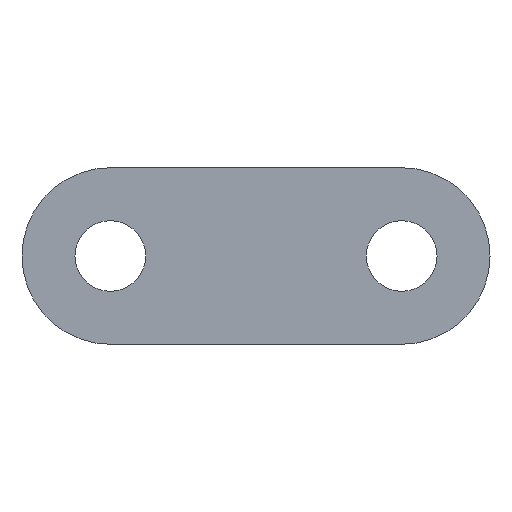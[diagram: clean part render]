
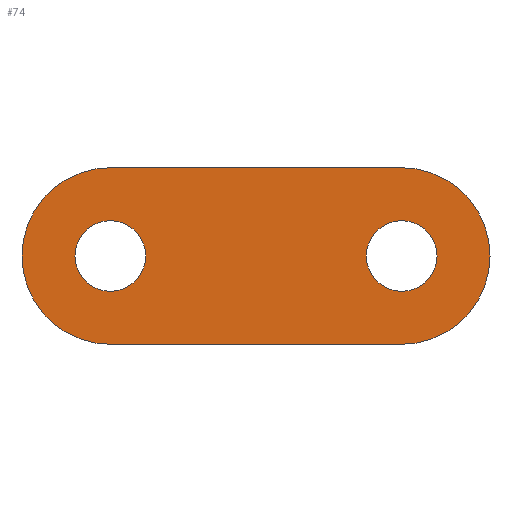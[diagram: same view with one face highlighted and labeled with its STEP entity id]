
A CAD part, front view. The second image highlights one B-rep face of the part: STEP entity #74.
In plain terms, the highlighted planar face has unit normal (0, -1, 0).
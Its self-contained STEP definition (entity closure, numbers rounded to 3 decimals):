
#1 = CARTESIAN_POINT ( 'NONE',  ( 16.5, 0., 2. ) ) ;
#8 = LINE ( 'NONE', #98, #102 ) ;
#12 = CARTESIAN_POINT ( 'NONE',  ( 0., 0., -2. ) ) ;
#22 = CARTESIAN_POINT ( 'NONE',  ( 16.5, 0., 5. ) ) ;
#25 = CIRCLE ( 'NONE', #64, 2. ) ;
#31 = DIRECTION ( 'NONE',  ( 0., 1., 0. ) ) ;
#32 = VERTEX_POINT ( 'NONE', #22 ) ;
#35 = DIRECTION ( 'NONE',  ( 0., 0., 1. ) ) ;
#37 = DIRECTION ( 'NONE',  ( -1., 0., 0. ) ) ;
#40 = VERTEX_POINT ( 'NONE', #175 ) ;
#45 = CIRCLE ( 'NONE', #82, 5. ) ;
#47 = LINE ( 'NONE', #191, #356 ) ;
#48 = VERTEX_POINT ( 'NONE', #230 ) ;
#53 = FACE_OUTER_BOUND ( 'NONE', #256, .T. ) ;
#56 = CARTESIAN_POINT ( 'NONE',  ( 0., 0., 0. ) ) ;
#57 = EDGE_CURVE ( 'NONE', #297, #40, #25, .T. ) ;
#64 = AXIS2_PLACEMENT_3D ( 'NONE', #56, #151, #86 ) ;
#67 = DIRECTION ( 'NONE',  ( 0., 1., 0. ) ) ;
#73 = EDGE_CURVE ( 'NONE', #169, #48, #119, .T. ) ;
#74 = ADVANCED_FACE ( 'NONE', ( #53, #303, #196 ), #327, .F. ) ;
#82 = AXIS2_PLACEMENT_3D ( 'NONE', #128, #67, #35 ) ;
#86 = DIRECTION ( 'NONE',  ( 0., 0., 1. ) ) ;
#90 = AXIS2_PLACEMENT_3D ( 'NONE', #186, #266, #260 ) ;
#91 = VERTEX_POINT ( 'NONE', #210 ) ;
#92 = CARTESIAN_POINT ( 'NONE',  ( 16.5, 0., 0. ) ) ;
#93 = DIRECTION ( 'NONE',  ( 1., 0., 0. ) ) ;
#95 = EDGE_CURVE ( 'NONE', #105, #198, #235, .T. ) ;
#98 = CARTESIAN_POINT ( 'NONE',  ( 0., 0., 5. ) ) ;
#101 = AXIS2_PLACEMENT_3D ( 'NONE', #92, #31, #164 ) ;
#102 = VECTOR ( 'NONE', #93, 1000. ) ;
#103 = ORIENTED_EDGE ( 'NONE', *, *, #57, .T. ) ;
#105 = VERTEX_POINT ( 'NONE', #323 ) ;
#111 = CARTESIAN_POINT ( 'NONE',  ( 0., 0., 0. ) ) ;
#113 = ORIENTED_EDGE ( 'NONE', *, *, #257, .T. ) ;
#114 = DIRECTION ( 'NONE',  ( 0., 0., 1. ) ) ;
#119 = CIRCLE ( 'NONE', #330, 2. ) ;
#122 = EDGE_LOOP ( 'NONE', ( #113, #202 ) ) ;
#128 = CARTESIAN_POINT ( 'NONE',  ( 16.5, 0., 0. ) ) ;
#131 = ORIENTED_EDGE ( 'NONE', *, *, #229, .F. ) ;
#134 = EDGE_CURVE ( 'NONE', #40, #297, #352, .T. ) ;
#151 = DIRECTION ( 'NONE',  ( 0., 1., 0. ) ) ;
#158 = ORIENTED_EDGE ( 'NONE', *, *, #95, .F. ) ;
#164 = DIRECTION ( 'NONE',  ( 0., 0., 1. ) ) ;
#169 = VERTEX_POINT ( 'NONE', #1 ) ;
#175 = CARTESIAN_POINT ( 'NONE',  ( 0., 0., 2. ) ) ;
#181 = DIRECTION ( 'NONE',  ( 0., 0., 1. ) ) ;
#183 = CARTESIAN_POINT ( 'NONE',  ( 0., 0., 5. ) ) ;
#186 = CARTESIAN_POINT ( 'NONE',  ( 0., 0., 0. ) ) ;
#191 = CARTESIAN_POINT ( 'NONE',  ( 0., 0., -5. ) ) ;
#196 = FACE_BOUND ( 'NONE', #122, .T. ) ;
#198 = VERTEX_POINT ( 'NONE', #183 ) ;
#202 = ORIENTED_EDGE ( 'NONE', *, *, #73, .T. ) ;
#210 = CARTESIAN_POINT ( 'NONE',  ( 16.5, 0., -5. ) ) ;
#217 = CIRCLE ( 'NONE', #101, 2. ) ;
#229 = EDGE_CURVE ( 'NONE', #91, #105, #47, .T. ) ;
#230 = CARTESIAN_POINT ( 'NONE',  ( 16.5, 0., -2. ) ) ;
#235 = CIRCLE ( 'NONE', #384, 5. ) ;
#236 = DIRECTION ( 'NONE',  ( 0., 0., 1. ) ) ;
#237 = DIRECTION ( 'NONE',  ( 0., 1., 0. ) ) ;
#254 = ORIENTED_EDGE ( 'NONE', *, *, #134, .T. ) ;
#256 = EDGE_LOOP ( 'NONE', ( #158, #131, #258, #263 ) ) ;
#257 = EDGE_CURVE ( 'NONE', #48, #169, #217, .T. ) ;
#258 = ORIENTED_EDGE ( 'NONE', *, *, #291, .F. ) ;
#260 = DIRECTION ( 'NONE',  ( 0., 0., 1. ) ) ;
#261 = CARTESIAN_POINT ( 'NONE',  ( 0., 0., 0. ) ) ;
#263 = ORIENTED_EDGE ( 'NONE', *, *, #311, .F. ) ;
#266 = DIRECTION ( 'NONE',  ( 0., 1., 0. ) ) ;
#291 = EDGE_CURVE ( 'NONE', #32, #91, #45, .T. ) ;
#294 = DIRECTION ( 'NONE',  ( 0., 1., 0. ) ) ;
#297 = VERTEX_POINT ( 'NONE', #12 ) ;
#303 = FACE_BOUND ( 'NONE', #377, .T. ) ;
#311 = EDGE_CURVE ( 'NONE', #198, #32, #8, .T. ) ;
#323 = CARTESIAN_POINT ( 'NONE',  ( 0., 0., -5. ) ) ;
#327 = PLANE ( 'NONE',  #90 ) ;
#330 = AXIS2_PLACEMENT_3D ( 'NONE', #387, #294, #236 ) ;
#352 = CIRCLE ( 'NONE', #366, 2. ) ;
#356 = VECTOR ( 'NONE', #37, 1000. ) ;
#366 = AXIS2_PLACEMENT_3D ( 'NONE', #261, #389, #181 ) ;
#377 = EDGE_LOOP ( 'NONE', ( #103, #254 ) ) ;
#384 = AXIS2_PLACEMENT_3D ( 'NONE', #111, #237, #114 ) ;
#387 = CARTESIAN_POINT ( 'NONE',  ( 16.5, 0., 0. ) ) ;
#389 = DIRECTION ( 'NONE',  ( 0., 1., 0. ) ) ;
